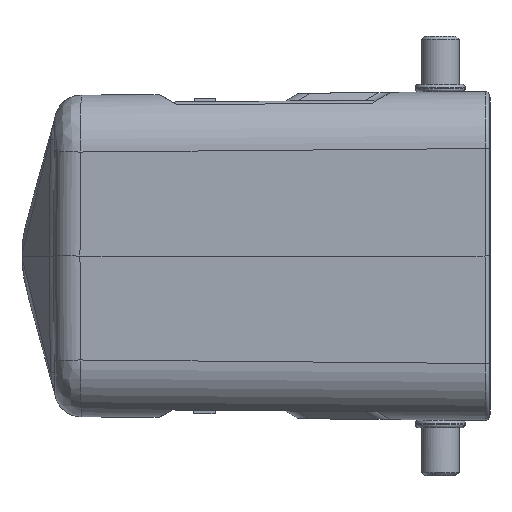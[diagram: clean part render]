
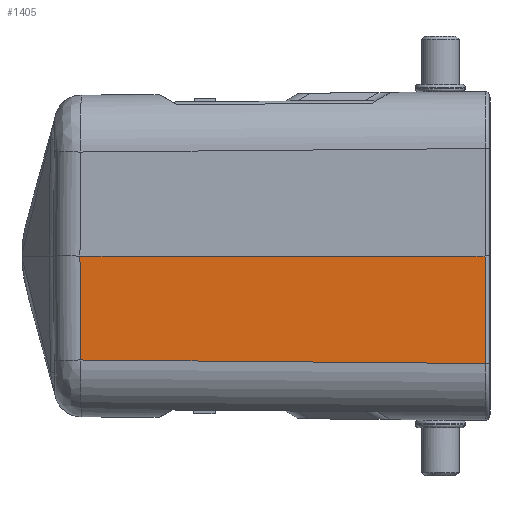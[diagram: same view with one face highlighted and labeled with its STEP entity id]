
A CAD part, left-side view. The second image highlights one B-rep face of the part: STEP entity #1405.
In plain terms, the highlighted planar face has unit normal (-1, 0.009, -0.009).
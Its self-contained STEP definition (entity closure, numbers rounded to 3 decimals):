
#560=FACE_OUTER_BOUND('',#2596,.T.);
#1405=ADVANCED_FACE('',(#560),#1743,.T.);
#1743=PLANE('',#9160);
#2596=EDGE_LOOP('',(#4740,#4741,#4742,#4743,#4744,#4745,#4746));
#4740=ORIENTED_EDGE('',*,*,#7132,.F.);
#4741=ORIENTED_EDGE('',*,*,#7092,.F.);
#4742=ORIENTED_EDGE('',*,*,#7125,.F.);
#4743=ORIENTED_EDGE('',*,*,#7131,.T.);
#4744=ORIENTED_EDGE('',*,*,#7133,.F.);
#4745=ORIENTED_EDGE('',*,*,#7134,.F.);
#4746=ORIENTED_EDGE('',*,*,#7135,.F.);
#5993=VERTEX_POINT('',#29055);
#5994=VERTEX_POINT('',#29076);
#6010=VERTEX_POINT('',#29221);
#6013=VERTEX_POINT('',#29248);
#6014=VERTEX_POINT('',#29252);
#6015=VERTEX_POINT('',#29254);
#6016=VERTEX_POINT('',#29256);
#7092=EDGE_CURVE('',#5993,#5994,#7886,.T.);
#7125=EDGE_CURVE('',#6010,#5993,#7899,.T.);
#7131=EDGE_CURVE('',#6010,#6013,#7901,.T.);
#7132=EDGE_CURVE('',#5994,#6014,#7902,.T.);
#7133=EDGE_CURVE('',#6015,#6013,#7903,.T.);
#7134=EDGE_CURVE('',#6016,#6015,#7904,.T.);
#7135=EDGE_CURVE('',#6014,#6016,#7905,.T.);
#7886=LINE('',#29075,#8517);
#7899=LINE('',#29220,#8530);
#7901=LINE('',#29249,#8532);
#7902=LINE('',#29251,#8533);
#7903=LINE('',#29253,#8534);
#7904=LINE('',#29255,#8535);
#7905=LINE('',#29257,#8536);
#8517=VECTOR('',#11007,1.);
#8530=VECTOR('',#11084,1.);
#8532=VECTOR('',#11096,1.);
#8533=VECTOR('',#11099,1.);
#8534=VECTOR('',#11100,1.);
#8535=VECTOR('',#11101,1.);
#8536=VECTOR('',#11102,1.);
#9160=AXIS2_PLACEMENT_3D('',#29258,#11103,#11104);
#11007=DIRECTION('',(-0.009,0.009,1.));
#11084=DIRECTION('',(0.009,1.,0.009));
#11096=DIRECTION('',(-0.009,0.,1.));
#11099=DIRECTION('',(-0.009,-1.,0.));
#11100=DIRECTION('',(-0.009,-1.,0.));
#11101=DIRECTION('',(-0.009,-1.,-0.001));
#11102=DIRECTION('',(-0.009,-1.,0.));
#11103=DIRECTION('',(-1.,0.009,-0.009));
#11104=DIRECTION('',(0.009,0.,-1.));
#29055=CARTESIAN_POINT('',(-35.915,123.412,-13.6));
#29075=CARTESIAN_POINT('',(-36.033,123.531,0.034));
#29076=CARTESIAN_POINT('',(-36.033,123.531,0.));
#29220=CARTESIAN_POINT('',(-36.376,70.132,-14.065));
#29221=CARTESIAN_POINT('',(-36.373,70.504,-14.061));
#29248=CARTESIAN_POINT('',(-36.496,70.504,0.));
#29249=CARTESIAN_POINT('',(-36.506,70.504,1.225));
#29251=CARTESIAN_POINT('',(-36.033,123.531,0.));
#29252=CARTESIAN_POINT('',(-36.409,80.4,0.));
#29253=CARTESIAN_POINT('',(-36.491,71.009,0.));
#29254=CARTESIAN_POINT('',(-36.491,71.009,0.));
#29255=CARTESIAN_POINT('',(-36.486,71.6,0.));
#29256=CARTESIAN_POINT('',(-36.486,71.6,0.));
#29257=CARTESIAN_POINT('',(-36.5,70.002,0.));
#29258=CARTESIAN_POINT('',(-36.511,70.,1.225));
